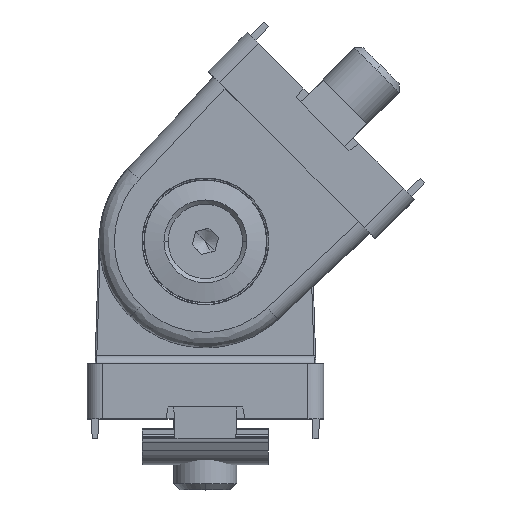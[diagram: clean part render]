
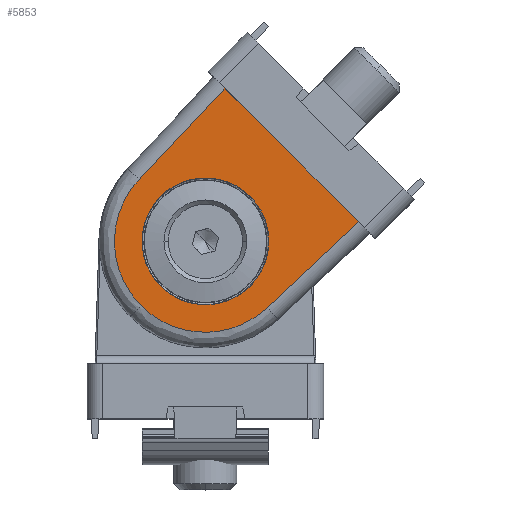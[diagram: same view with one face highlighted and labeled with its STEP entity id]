
A CAD part, top view. The second image highlights one B-rep face of the part: STEP entity #5853.
In plain terms, the highlighted face is planar.
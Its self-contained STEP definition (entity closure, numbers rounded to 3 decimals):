
#33 = VERTEX_POINT ( 'NONE', #1397 ) ;
#41 = DIRECTION ( 'NONE',  ( -0.032, -0.017, 0.999 ) ) ;
#51 = CARTESIAN_POINT ( 'NONE',  ( -11.447, 13.697, 24.375 ) ) ;
#171 = CARTESIAN_POINT ( 'NONE',  ( -5.683, 13.552, 32.641 ) ) ;
#295 = FACE_BOUND ( 'NONE', #2203, .T. ) ;
#323 = CARTESIAN_POINT ( 'NONE',  ( 0., 13.528, 34.035 ) ) ;
#540 = EDGE_CURVE ( 'NONE', #6003, #4720, #5484, .T. ) ;
#555 = LINE ( 'NONE', #3231, #2924 ) ;
#680 = DIRECTION ( 'NONE',  ( -0.032, 0.017, -0.999 ) ) ;
#873 = LINE ( 'NONE', #6415, #4867 ) ;
#982 = CARTESIAN_POINT ( 'NONE',  ( 9.92, 13.624, 28.537 ) ) ;
#1397 = CARTESIAN_POINT ( 'NONE',  ( 8.043, 13.729, 22.5 ) ) ;
#1644 = CARTESIAN_POINT ( 'NONE',  ( 2.949, 13.533, 33.748 ) ) ;
#1653 = CARTESIAN_POINT ( 'NONE',  ( -4.714, 13.87, 14.452 ) ) ;
#1731 = CARTESIAN_POINT ( 'NONE',  ( -8.046, 13.812, 17.786 ) ) ;
#1735 = CARTESIAN_POINT ( 'NONE',  ( 0., 13.528, 34.035 ) ) ;
#1934 = ORIENTED_EDGE ( 'NONE', *, *, #540, .F. ) ;
#2055 = AXIS2_PLACEMENT_3D ( 'NONE', #3673, #6203, #7494 ) ;
#2067 = EDGE_CURVE ( 'NONE', #33, #5578, #3436, .T. ) ;
#2113 = DIRECTION ( 'NONE',  ( -1., 0., 0. ) ) ;
#2203 = EDGE_LOOP ( 'NONE', ( #2731, #4341 ) ) ;
#2259 = CARTESIAN_POINT ( 'NONE',  ( 11.113, 13.671, 25.839 ) ) ;
#2318 = ORIENTED_EDGE ( 'NONE', *, *, #4524, .F. ) ;
#2355 = CARTESIAN_POINT ( 'NONE',  ( 8.046, 13.812, 17.786 ) ) ;
#2731 = ORIENTED_EDGE ( 'NONE', *, *, #5913, .F. ) ;
#2856 = ORIENTED_EDGE ( 'NONE', *, *, #6347, .F. ) ;
#2924 = VECTOR ( 'NONE', #680, 1000. ) ;
#2927 = CARTESIAN_POINT ( 'NONE',  ( 11.447, 13.697, 24.375 ) ) ;
#3126 = LINE ( 'NONE', #5153, #6556 ) ;
#3181 = CARTESIAN_POINT ( 'NONE',  ( -2.949, 13.533, 33.748 ) ) ;
#3231 = CARTESIAN_POINT ( 'NONE',  ( -11.495, 13.723, 22.861 ) ) ;
#3436 =( BOUNDED_CURVE ( )  B_SPLINE_CURVE ( 3, ( #5372, #2355, #4773, #6057, #1653, #1731, #5397 ),
 .UNSPECIFIED., .F., .F. ) 
 B_SPLINE_CURVE_WITH_KNOTS ( ( 4, 3, 4 ),
 ( 4.712, 6.283, 7.855 ),
 .UNSPECIFIED. ) 
 CURVE ( )  GEOMETRIC_REPRESENTATION_ITEM ( )  RATIONAL_B_SPLINE_CURVE ( ( 1., 0.805, 0.805, 1., 0.805, 0.805, 1. ) ) 
 REPRESENTATION_ITEM ( '' )  );
#3673 = CARTESIAN_POINT ( 'NONE',  ( -15., 14., 7. ) ) ;
#3721 = CARTESIAN_POINT ( 'NONE',  ( 8.043, 13.729, 22.5 ) ) ;
#3829 = CARTESIAN_POINT ( 'NONE',  ( -8.043, 13.729, 22.5 ) ) ;
#3997 = FACE_OUTER_BOUND ( 'NONE', #4684, .T. ) ;
#4269 = CARTESIAN_POINT ( 'NONE',  ( -8.043, 13.729, 22.5 ) ) ;
#4330 = CARTESIAN_POINT ( 'NONE',  ( -8.033, 13.449, 38.566 ) ) ;
#4341 = ORIENTED_EDGE ( 'NONE', *, *, #2067, .F. ) ;
#4428 = CARTESIAN_POINT ( 'NONE',  ( -11.113, 13.671, 25.839 ) ) ;
#4524 = EDGE_CURVE ( 'NONE', #4720, #5595, #7895, .T. ) ;
#4658 = CARTESIAN_POINT ( 'NONE',  ( 12., 14., 7. ) ) ;
#4684 = EDGE_LOOP ( 'NONE', ( #1934, #2856, #5505, #6402, #2318 ) ) ;
#4720 = VERTEX_POINT ( 'NONE', #1735 ) ;
#4773 = CARTESIAN_POINT ( 'NONE',  ( 4.714, 13.87, 14.452 ) ) ;
#4867 = VECTOR ( 'NONE', #41, 1000. ) ;
#4950 = CARTESIAN_POINT ( 'NONE',  ( 8.033, 13.449, 38.566 ) ) ;
#5153 = CARTESIAN_POINT ( 'NONE',  ( -15., 14., 7. ) ) ;
#5344 = CARTESIAN_POINT ( 'NONE',  ( 11.494, 13.722, 22.901 ) ) ;
#5372 = CARTESIAN_POINT ( 'NONE',  ( 8.043, 13.729, 22.5 ) ) ;
#5397 = CARTESIAN_POINT ( 'NONE',  ( -8.043, 13.729, 22.5 ) ) ;
#5422 = CARTESIAN_POINT ( 'NONE',  ( 6.942, 13.567, 31.821 ) ) ;
#5484 = B_SPLINE_CURVE_WITH_KNOTS ( 'NONE', 3,
 ( #5344, #2927, #2259, #982, #7253, #5422, #6636, #1644, #5968, #323 ),
 .UNSPECIFIED., .F., .F.,
 ( 4, 2, 2, 2, 4 ),
 ( 0., 0.25, 0.5, 0.75, 1. ),
 .UNSPECIFIED. ) ;
#5505 = ORIENTED_EDGE ( 'NONE', *, *, #5627, .T. ) ;
#5578 = VERTEX_POINT ( 'NONE', #3829 ) ;
#5595 = VERTEX_POINT ( 'NONE', #5755 ) ;
#5627 = EDGE_CURVE ( 'NONE', #7775, #7605, #3126, .T. ) ;
#5748 = CARTESIAN_POINT ( 'NONE',  ( -6.942, 13.567, 31.821 ) ) ;
#5755 = CARTESIAN_POINT ( 'NONE',  ( -11.494, 13.722, 22.901 ) ) ;
#5774 = CARTESIAN_POINT ( 'NONE',  ( 0., 13.528, 34.035 ) ) ;
#5853 = ADVANCED_FACE ( 'NONE', ( #295, #3997 ), #7429, .F. ) ;
#5913 = EDGE_CURVE ( 'NONE', #5578, #33, #7410, .T. ) ;
#5968 = CARTESIAN_POINT ( 'NONE',  ( 1.475, 13.528, 34.035 ) ) ;
#6003 = VERTEX_POINT ( 'NONE', #7596 ) ;
#6057 = CARTESIAN_POINT ( 'NONE',  ( 0., 13.87, 14.452 ) ) ;
#6203 = DIRECTION ( 'NONE',  ( 0., -1., -0.017 ) ) ;
#6316 = CARTESIAN_POINT ( 'NONE',  ( -9.92, 13.624, 28.537 ) ) ;
#6338 = CARTESIAN_POINT ( 'NONE',  ( -1.475, 13.528, 34.035 ) ) ;
#6347 = EDGE_CURVE ( 'NONE', #7775, #6003, #873, .T. ) ;
#6402 = ORIENTED_EDGE ( 'NONE', *, *, #6983, .F. ) ;
#6415 = CARTESIAN_POINT ( 'NONE',  ( 12., 14., 7. ) ) ;
#6431 = CARTESIAN_POINT ( 'NONE',  ( -12., 14., 7. ) ) ;
#6556 = VECTOR ( 'NONE', #2113, 1000. ) ;
#6636 = CARTESIAN_POINT ( 'NONE',  ( 5.683, 13.552, 32.641 ) ) ;
#6967 = CARTESIAN_POINT ( 'NONE',  ( -11.494, 13.722, 22.901 ) ) ;
#6983 = EDGE_CURVE ( 'NONE', #5595, #7605, #555, .T. ) ;
#7019 = CARTESIAN_POINT ( 'NONE',  ( -9.061, 13.603, 29.769 ) ) ;
#7253 = CARTESIAN_POINT ( 'NONE',  ( 9.061, 13.603, 29.769 ) ) ;
#7410 =( BOUNDED_CURVE ( )  B_SPLINE_CURVE ( 3, ( #4269, #4330, #4950, #3721 ),
 .UNSPECIFIED., .F., .F. ) 
 B_SPLINE_CURVE_WITH_KNOTS ( ( 4, 4 ),
 ( 1.571, 4.712 ),
 .UNSPECIFIED. ) 
 CURVE ( )  GEOMETRIC_REPRESENTATION_ITEM ( )  RATIONAL_B_SPLINE_CURVE ( ( 1., 0.334, 0.334, 1. ) ) 
 REPRESENTATION_ITEM ( '' )  );
#7429 = PLANE ( 'NONE',  #2055 ) ;
#7494 = DIRECTION ( 'NONE',  ( 0., 0.017, -1. ) ) ;
#7596 = CARTESIAN_POINT ( 'NONE',  ( 11.494, 13.722, 22.901 ) ) ;
#7605 = VERTEX_POINT ( 'NONE', #6431 ) ;
#7775 = VERTEX_POINT ( 'NONE', #4658 ) ;
#7895 = B_SPLINE_CURVE_WITH_KNOTS ( 'NONE', 3,
 ( #5774, #6338, #3181, #171, #5748, #7019, #6316, #4428, #51, #6967 ),
 .UNSPECIFIED., .F., .F.,
 ( 4, 2, 2, 2, 4 ),
 ( 0., 0.25, 0.5, 0.75, 1. ),
 .UNSPECIFIED. ) ;
